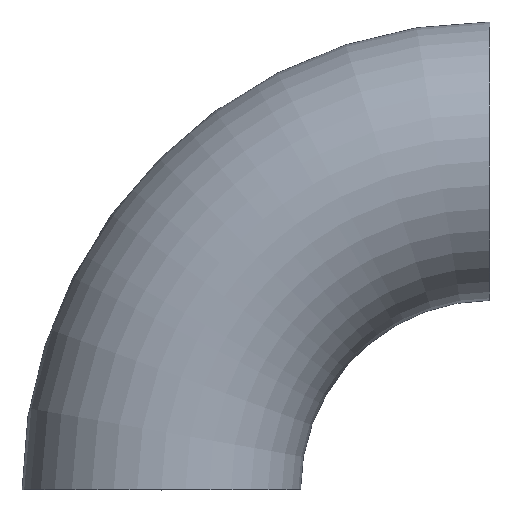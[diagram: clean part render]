
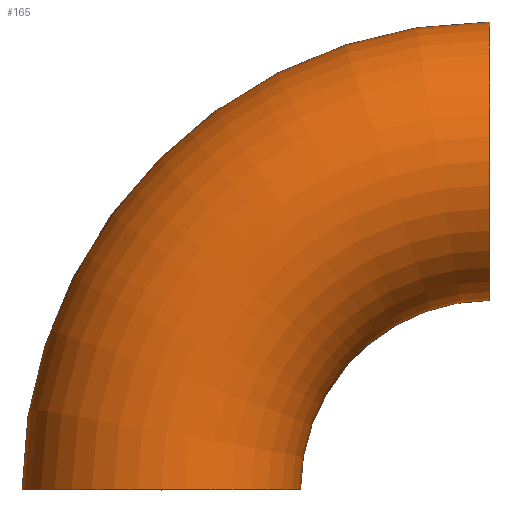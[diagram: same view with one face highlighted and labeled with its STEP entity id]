
A CAD part, top view. The second image highlights one B-rep face of the part: STEP entity #165.
In plain terms, the highlighted toroidal (fillet/blend) face has major radius 57 mm and minor radius 24.15 mm.
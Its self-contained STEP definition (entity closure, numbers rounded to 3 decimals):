
#1 = CIRCLE ( 'NONE', #180, 24.15 ) ;
#4 = DIRECTION ( 'NONE',  ( 0., 0., 1. ) ) ;
#23 = ORIENTED_EDGE ( 'NONE', *, *, #77, .F. ) ;
#29 = DIRECTION ( 'NONE',  ( 1., 0., 0. ) ) ;
#31 = EDGE_CURVE ( 'NONE', #117, #40, #122, .T. ) ;
#40 = VERTEX_POINT ( 'NONE', #116 ) ;
#41 = AXIS2_PLACEMENT_3D ( 'NONE', #249, #234, #29 ) ;
#47 = CARTESIAN_POINT ( 'NONE',  ( 0., 0., 0. ) ) ;
#58 = VERTEX_POINT ( 'NONE', #157 ) ;
#62 = EDGE_CURVE ( 'NONE', #40, #164, #1, .T. ) ;
#64 = ORIENTED_EDGE ( 'NONE', *, *, #31, .T. ) ;
#71 = DIRECTION ( 'NONE',  ( 0., 1., 0. ) ) ;
#74 = CARTESIAN_POINT ( 'NONE',  ( 57., 81.15, 0. ) ) ;
#77 = EDGE_CURVE ( 'NONE', #117, #58, #90, .T. ) ;
#78 = DIRECTION ( 'NONE',  ( 0., 0., 1. ) ) ;
#85 = AXIS2_PLACEMENT_3D ( 'NONE', #125, #4, #144 ) ;
#90 = CIRCLE ( 'NONE', #200, 24.15 ) ;
#93 = CIRCLE ( 'NONE', #85, 32.85 ) ;
#99 = CARTESIAN_POINT ( 'NONE',  ( 57., 57., 0. ) ) ;
#113 = ORIENTED_EDGE ( 'NONE', *, *, #62, .T. ) ;
#116 = CARTESIAN_POINT ( 'NONE',  ( -24.15, 0., 0. ) ) ;
#117 = VERTEX_POINT ( 'NONE', #74 ) ;
#122 = CIRCLE ( 'NONE', #140, 81.15 ) ;
#125 = CARTESIAN_POINT ( 'NONE',  ( 57., 0., 0. ) ) ;
#131 = DIRECTION ( 'NONE',  ( 0., 0., 1. ) ) ;
#132 = CARTESIAN_POINT ( 'NONE',  ( 24.15, 0., 0. ) ) ;
#136 = CARTESIAN_POINT ( 'NONE',  ( 57., 0., 0. ) ) ;
#140 = AXIS2_PLACEMENT_3D ( 'NONE', #136, #78, #207 ) ;
#144 = DIRECTION ( 'NONE',  ( 1., 0., 0. ) ) ;
#151 = DIRECTION ( 'NONE',  ( 0., 0., 1. ) ) ;
#157 = CARTESIAN_POINT ( 'NONE',  ( 57., 32.85, 0. ) ) ;
#164 = VERTEX_POINT ( 'NONE', #132 ) ;
#165 = ADVANCED_FACE ( 'NONE', ( #211 ), #187, .T. ) ;
#180 = AXIS2_PLACEMENT_3D ( 'NONE', #47, #71, #131 ) ;
#187 = TOROIDAL_SURFACE ( 'NONE', #41, 57., 24.15 ) ;
#191 = EDGE_LOOP ( 'NONE', ( #23, #64, #113, #192 ) ) ;
#192 = ORIENTED_EDGE ( 'NONE', *, *, #246, .F. ) ;
#200 = AXIS2_PLACEMENT_3D ( 'NONE', #99, #228, #151 ) ;
#207 = DIRECTION ( 'NONE',  ( 1., 0., 0. ) ) ;
#211 = FACE_OUTER_BOUND ( 'NONE', #191, .T. ) ;
#228 = DIRECTION ( 'NONE',  ( 1., 0., 0. ) ) ;
#234 = DIRECTION ( 'NONE',  ( 0., 0., 1. ) ) ;
#246 = EDGE_CURVE ( 'NONE', #58, #164, #93, .T. ) ;
#249 = CARTESIAN_POINT ( 'NONE',  ( 57., 0., 0. ) ) ;
